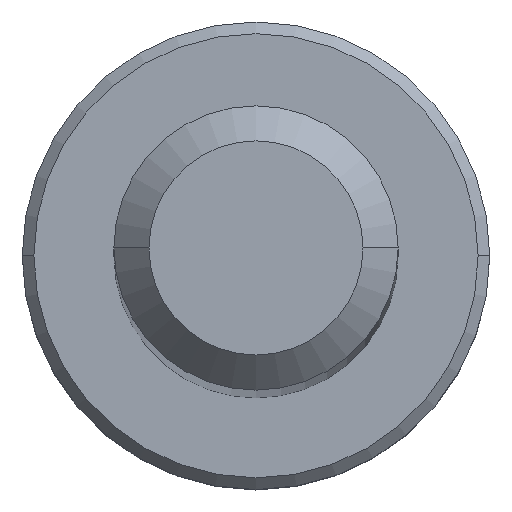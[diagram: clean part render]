
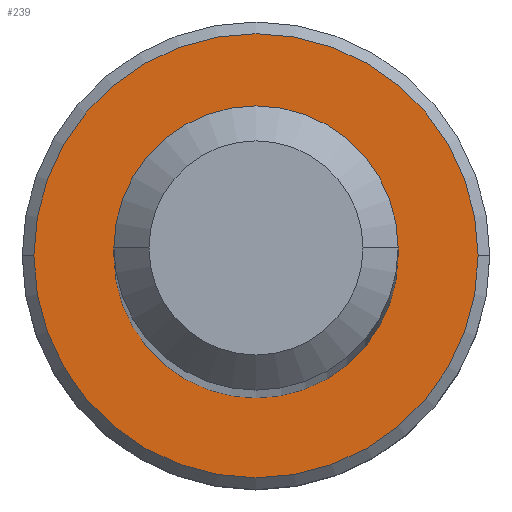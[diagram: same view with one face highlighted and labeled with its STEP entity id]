
A CAD part, top view. The second image highlights one B-rep face of the part: STEP entity #239.
In plain terms, the highlighted planar face has unit normal (0, 0, 1).
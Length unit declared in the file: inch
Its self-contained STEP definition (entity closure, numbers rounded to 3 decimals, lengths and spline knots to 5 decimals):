
#21 = CIRCLE ( 'NONE', #426, 0.095 ) ;
#43 = CARTESIAN_POINT ( 'NONE',  ( 0., 0., -3. ) ) ;
#45 = ORIENTED_EDGE ( 'NONE', *, *, #777, .T. ) ;
#53 = CARTESIAN_POINT ( 'NONE',  ( 0., 0., -3. ) ) ;
#59 = AXIS2_PLACEMENT_3D ( 'NONE', #348, #412, #784 ) ;
#84 = ORIENTED_EDGE ( 'NONE', *, *, #570, .F. ) ;
#86 = AXIS2_PLACEMENT_3D ( 'NONE', #43, #772, #411 ) ;
#107 = DIRECTION ( 'NONE',  ( -1., 0., 0. ) ) ;
#160 = CIRCLE ( 'NONE', #86, 0.14844 ) ;
#168 = DIRECTION ( 'NONE',  ( 0., 0., 1. ) ) ;
#172 = CARTESIAN_POINT ( 'NONE',  ( 0., 0., -3. ) ) ;
#209 = CARTESIAN_POINT ( 'NONE',  ( 0., 0., -3. ) ) ;
#211 = VERTEX_POINT ( 'NONE', #266 ) ;
#222 = EDGE_LOOP ( 'NONE', ( #84, #720 ) ) ;
#239 = ADVANCED_FACE ( 'NONE', ( #728, #292 ), #408, .F. ) ;
#263 = VERTEX_POINT ( 'NONE', #673 ) ;
#266 = CARTESIAN_POINT ( 'NONE',  ( -0.095, 0., -3. ) ) ;
#275 = EDGE_CURVE ( 'NONE', #211, #594, #21, .T. ) ;
#287 = AXIS2_PLACEMENT_3D ( 'NONE', #209, #168, #453 ) ;
#292 = FACE_BOUND ( 'NONE', #222, .T. ) ;
#295 = DIRECTION ( 'NONE',  ( 0., 0., 1. ) ) ;
#298 = VERTEX_POINT ( 'NONE', #715 ) ;
#302 = CIRCLE ( 'NONE', #538, 0.14844 ) ;
#348 = CARTESIAN_POINT ( 'NONE',  ( 0., 0., -3. ) ) ;
#393 = CARTESIAN_POINT ( 'NONE',  ( 0.095, 0., -3. ) ) ;
#408 = PLANE ( 'NONE',  #59 ) ;
#411 = DIRECTION ( 'NONE',  ( -1., 0., 0. ) ) ;
#412 = DIRECTION ( 'NONE',  ( 0., 0., -1. ) ) ;
#426 = AXIS2_PLACEMENT_3D ( 'NONE', #53, #537, #107 ) ;
#453 = DIRECTION ( 'NONE',  ( -1., 0., 0. ) ) ;
#537 = DIRECTION ( 'NONE',  ( 0., 0., 1. ) ) ;
#538 = AXIS2_PLACEMENT_3D ( 'NONE', #172, #295, #602 ) ;
#570 = EDGE_CURVE ( 'NONE', #594, #211, #779, .T. ) ;
#594 = VERTEX_POINT ( 'NONE', #393 ) ;
#602 = DIRECTION ( 'NONE',  ( -1., 0., 0. ) ) ;
#665 = EDGE_CURVE ( 'NONE', #298, #263, #160, .T. ) ;
#673 = CARTESIAN_POINT ( 'NONE',  ( 0.14844, 0., -3. ) ) ;
#715 = CARTESIAN_POINT ( 'NONE',  ( -0.14844, 0., -3. ) ) ;
#720 = ORIENTED_EDGE ( 'NONE', *, *, #275, .F. ) ;
#726 = ORIENTED_EDGE ( 'NONE', *, *, #665, .T. ) ;
#728 = FACE_OUTER_BOUND ( 'NONE', #755, .T. ) ;
#755 = EDGE_LOOP ( 'NONE', ( #726, #45 ) ) ;
#772 = DIRECTION ( 'NONE',  ( 0., 0., 1. ) ) ;
#777 = EDGE_CURVE ( 'NONE', #263, #298, #302, .T. ) ;
#779 = CIRCLE ( 'NONE', #287, 0.095 ) ;
#784 = DIRECTION ( 'NONE',  ( -1., 0., 0. ) ) ;
